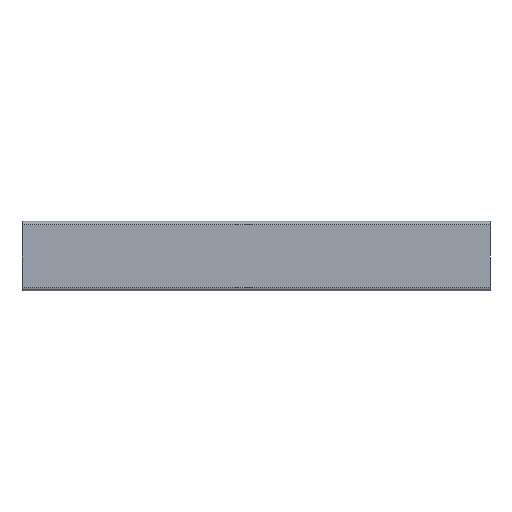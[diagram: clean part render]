
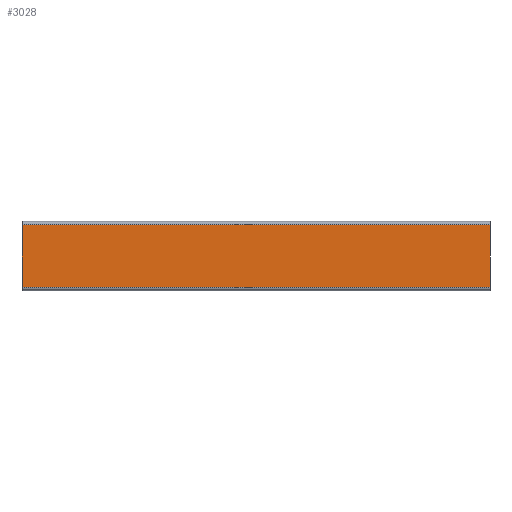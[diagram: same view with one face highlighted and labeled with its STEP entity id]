
A CAD part, front view. The second image highlights one B-rep face of the part: STEP entity #3028.
In plain terms, the highlighted planar face has unit normal (0, -1, 0).
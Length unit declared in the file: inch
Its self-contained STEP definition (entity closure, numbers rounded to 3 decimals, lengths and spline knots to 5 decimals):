
#21=LINE('',#5076,#59);
#22=LINE('',#5078,#60);
#23=LINE('',#5080,#61);
#24=LINE('',#5081,#62);
#59=VECTOR('',#4302,3.02);
#60=VECTOR('',#4303,22.5);
#61=VECTOR('',#4304,3.02);
#62=VECTOR('',#4305,22.5);
#94=PLANE('',#3455);
#650=FACE_OUTER_BOUND('',#940,.T.);
#940=EDGE_LOOP('',(#2395,#2396,#2397,#2398));
#1781=VERTEX_POINT('',#5074);
#1782=VERTEX_POINT('',#5075);
#1783=VERTEX_POINT('',#5077);
#1784=VERTEX_POINT('',#5079);
#2079=EDGE_CURVE('',#1781,#1782,#21,.T.);
#2080=EDGE_CURVE('',#1781,#1783,#22,.T.);
#2081=EDGE_CURVE('',#1784,#1783,#23,.T.);
#2082=EDGE_CURVE('',#1784,#1782,#24,.T.);
#2395=ORIENTED_EDGE('',*,*,#2079,.F.);
#2396=ORIENTED_EDGE('',*,*,#2080,.T.);
#2397=ORIENTED_EDGE('',*,*,#2081,.F.);
#2398=ORIENTED_EDGE('',*,*,#2082,.T.);
#3028=ADVANCED_FACE('',(#650),#94,.T.);
#3455=AXIS2_PLACEMENT_3D('',#5073,#4300,#4301);
#4300=DIRECTION('center_axis',(0.,-1.,0.));
#4301=DIRECTION('ref_axis',(0.,0.,-1.));
#4302=DIRECTION('',(0.,0.,1.));
#4303=DIRECTION('',(1.,0.,0.));
#4304=DIRECTION('',(0.,0.,-1.));
#4305=DIRECTION('',(-1.,0.,0.));
#5073=CARTESIAN_POINT('Origin',(0.,0.,-3.08));
#5074=CARTESIAN_POINT('',(8.5,0.,-3.05));
#5075=CARTESIAN_POINT('',(8.5,0.,-0.03));
#5076=CARTESIAN_POINT('',(8.5,0.,-3.205));
#5077=CARTESIAN_POINT('',(31.,0.,-3.05));
#5078=CARTESIAN_POINT('',(0.,0.,-3.05));
#5079=CARTESIAN_POINT('',(31.,0.,-0.03));
#5080=CARTESIAN_POINT('',(31.,0.,-3.08));
#5081=CARTESIAN_POINT('',(31.,0.,-0.03));
